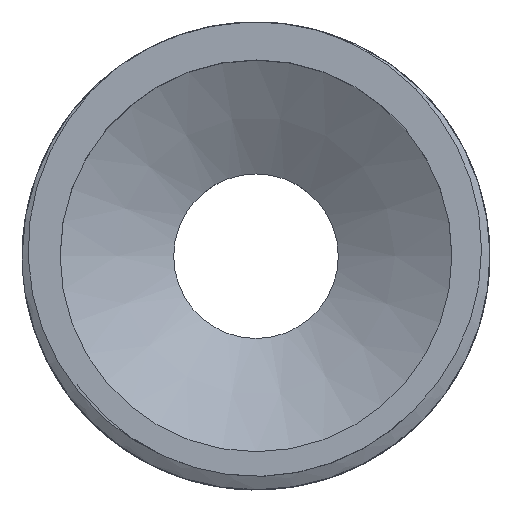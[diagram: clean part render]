
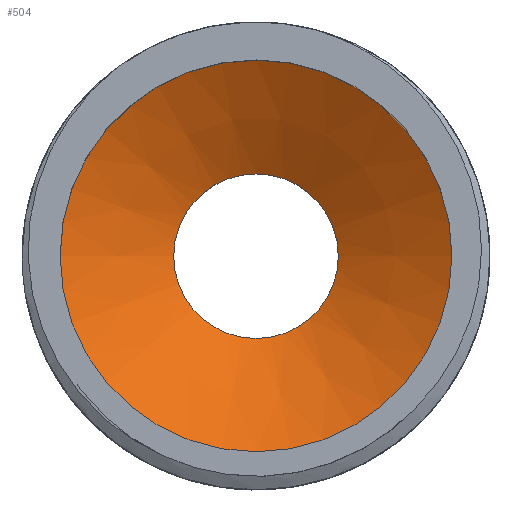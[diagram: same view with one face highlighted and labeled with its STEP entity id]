
A CAD part, top view. The second image highlights one B-rep face of the part: STEP entity #504.
In plain terms, the highlighted conical face has half-angle 60 degrees and reference radius 8.875 mm.
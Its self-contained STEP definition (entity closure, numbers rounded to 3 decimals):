
#17=CONICAL_SURFACE('',#558,8.875,1.047);
#53=FACE_OUTER_BOUND('',#84,.T.);
#84=EDGE_LOOP('',(#451,#452,#453,#454));
#92=CIRCLE('',#546,5.25);
#97=CIRCLE('',#557,12.5);
#159=LINE('',#3120,#181);
#181=VECTOR('',#662,8.875);
#224=VERTEX_POINT('',#3096);
#229=VERTEX_POINT('',#3116);
#293=EDGE_CURVE('',#224,#224,#92,.T.);
#303=EDGE_CURVE('',#229,#229,#97,.T.);
#304=EDGE_CURVE('',#229,#224,#159,.T.);
#451=ORIENTED_EDGE('',*,*,#303,.T.);
#452=ORIENTED_EDGE('',*,*,#304,.T.);
#453=ORIENTED_EDGE('',*,*,#293,.F.);
#454=ORIENTED_EDGE('',*,*,#304,.F.);
#504=ADVANCED_FACE('',(#53),#17,.F.);
#546=AXIS2_PLACEMENT_3D('',#3097,#631,#632);
#557=AXIS2_PLACEMENT_3D('',#3118,#658,#659);
#558=AXIS2_PLACEMENT_3D('',#3119,#660,#661);
#631=DIRECTION('center_axis',(0.,0.,1.));
#632=DIRECTION('ref_axis',(1.,0.,0.));
#658=DIRECTION('center_axis',(0.,0.,1.));
#659=DIRECTION('ref_axis',(1.,0.,0.));
#660=DIRECTION('center_axis',(0.,0.,1.));
#661=DIRECTION('ref_axis',(1.,0.,0.));
#662=DIRECTION('',(0.866,0.,-0.5));
#3096=CARTESIAN_POINT('',(-5.25,0.,0.));
#3097=CARTESIAN_POINT('Origin',(0.,0.,0.));
#3116=CARTESIAN_POINT('',(-12.5,0.,4.186));
#3118=CARTESIAN_POINT('Origin',(0.,0.,4.186));
#3119=CARTESIAN_POINT('Origin',(0.,0.,2.093));
#3120=CARTESIAN_POINT('',(-8.875,0.,2.093));
